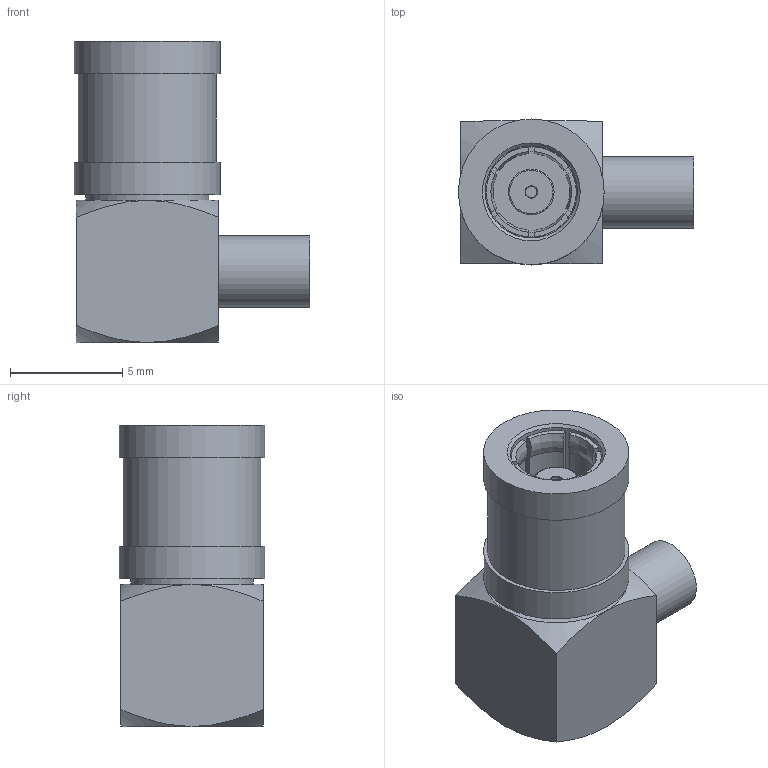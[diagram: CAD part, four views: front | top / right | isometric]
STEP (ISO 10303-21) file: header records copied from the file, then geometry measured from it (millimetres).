
FILE_DESCRIPTION (( 'STEP AP203' ), '1' );
FILE_NAME ('PE4358_3D.step', '2021-11-03T20:34:56', ( '' ), ( '' ), 'SwSTEP 2.0', 'SolidWorks 2021', '' );
FILE_SCHEMA (( 'CONFIG_CONTROL_DESIGN' ));
Length unit declared in the file: inch
Products named in the file (1): PE4358_3D
Bounding box: 10.49 x 6.5 x 13.44 mm (x, y, z)
Volume: 441.6 mm3; surface area: 662.8 mm2
Topology: 1 solids, 1 shells, 72 faces, 165 edges, 107 vertices
Faces by surface type: plane 42, cylinder 13, cone 10, bspline 7
Full cylindrical faces by diameter (mm): 0.508 x1, 2.032 x1, 2.5 x1, 3.2 x1, 3.607 x1, 4.013 x1, 4.115 x1, 5.486 x2, 5.588 x1, 6.147 x1, 6.502 x2
Entity records: 2434 total; most frequent: CARTESIAN_POINT 834, DIRECTION 312, ORIENTED_EDGE 292, EDGE_CURVE 146, AXIS2_PLACEMENT_3D 130, VERTEX_POINT 104, EDGE_LOOP 100, FACE_OUTER_BOUND 86
